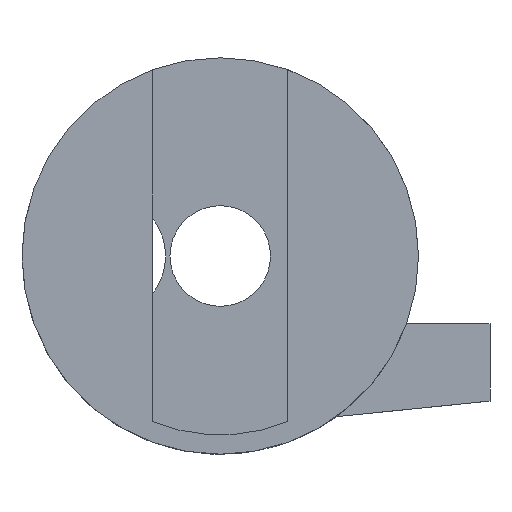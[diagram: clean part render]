
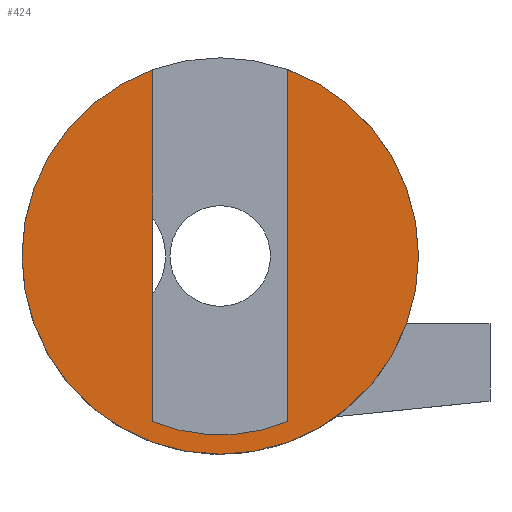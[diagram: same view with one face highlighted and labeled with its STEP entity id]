
A CAD part, left-side view. The second image highlights one B-rep face of the part: STEP entity #424.
In plain terms, the highlighted planar face has unit normal (-1, 0, 0).
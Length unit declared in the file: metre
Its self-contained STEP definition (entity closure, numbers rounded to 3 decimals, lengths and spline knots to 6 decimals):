
#27=CIRCLE('',#461,0.01025);
#34=CIRCLE('',#470,0.00925);
#84=ORIENTED_EDGE('',*,*,#161,.F.);
#85=ORIENTED_EDGE('',*,*,#177,.T.);
#86=ORIENTED_EDGE('',*,*,#175,.T.);
#87=ORIENTED_EDGE('',*,*,#171,.F.);
#161=EDGE_CURVE('',#215,#216,#27,.T.);
#171=EDGE_CURVE('',#216,#224,#256,.T.);
#175=EDGE_CURVE('',#226,#224,#34,.T.);
#177=EDGE_CURVE('',#215,#226,#261,.T.);
#215=VERTEX_POINT('',#657);
#216=VERTEX_POINT('',#658);
#224=VERTEX_POINT('',#677);
#226=VERTEX_POINT('',#684);
#256=LINE('',#676,#284);
#261=LINE('',#687,#289);
#284=VECTOR('',#541,1.);
#289=VECTOR('',#552,1.);
#313=EDGE_LOOP('',(#84,#85,#86,#87));
#361=FACE_BOUND('',#313,.T.);
#406=PLANE('',#473);
#424=ADVANCED_FACE('',(#361),#406,.F.);
#461=AXIS2_PLACEMENT_3D('',#656,#522,#523);
#470=AXIS2_PLACEMENT_3D('',#683,#547,#548);
#473=AXIS2_PLACEMENT_3D('',#697,#560,#561);
#522=DIRECTION('',(1.,0.,0.));
#523=DIRECTION('',(0.,0.,-1.));
#541=DIRECTION('',(0.,0.,-1.));
#547=DIRECTION('',(1.,0.,0.));
#548=DIRECTION('',(0.,0.,-1.));
#552=DIRECTION('',(0.,0.,-1.));
#560=DIRECTION('',(1.,0.,0.));
#561=DIRECTION('',(0.,1.,0.));
#656=CARTESIAN_POINT('',(0.144125,0.0555,-0.041389));
#657=CARTESIAN_POINT('',(0.144125,0.052,-0.031755));
#658=CARTESIAN_POINT('',(0.144125,0.059,-0.031755));
#676=CARTESIAN_POINT('',(0.144125,0.059,-0.040853));
#677=CARTESIAN_POINT('',(0.144125,0.059,-0.049951));
#683=CARTESIAN_POINT('',(0.144125,0.0555,-0.041389));
#684=CARTESIAN_POINT('',(0.144125,0.052,-0.049951));
#687=CARTESIAN_POINT('',(0.144125,0.052,-0.040853));
#697=CARTESIAN_POINT('',(0.144125,0.0555,-0.041348));
